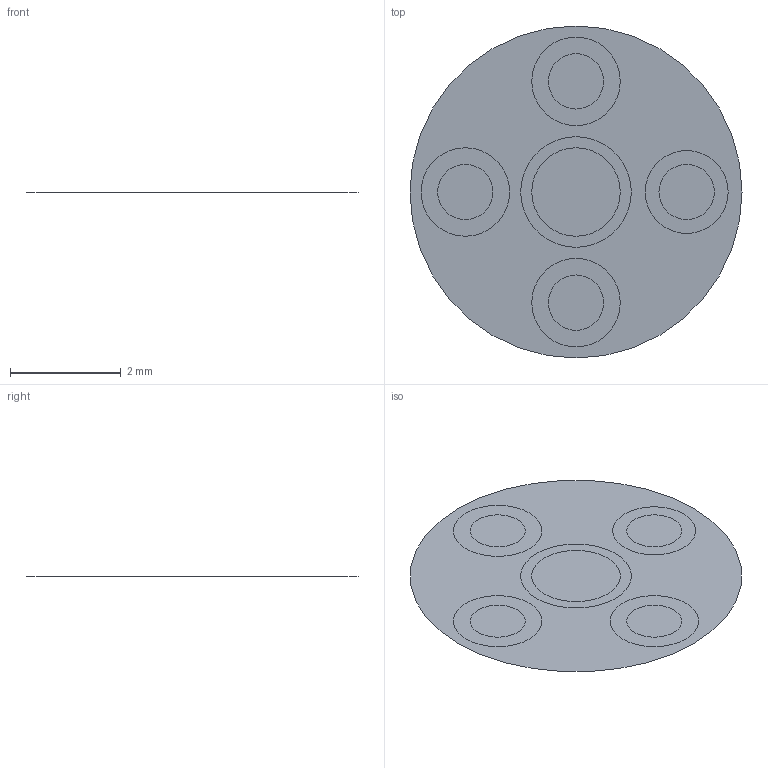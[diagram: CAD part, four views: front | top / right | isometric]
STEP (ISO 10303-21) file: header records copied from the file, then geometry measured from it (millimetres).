
FILE_DESCRIPTION(('FreeCAD Model'),'2;1');
FILE_NAME('Open CASCADE Shape Model','2023-07-06T17:03:51',(''),(''), 'Open CASCADE STEP processor 7.6','FreeCAD','Unknown');
FILE_SCHEMA(('AUTOMOTIVE_DESIGN { 1 0 10303 214 1 1 1 1 }'));
Length unit declared in the file: millimetre
Products named in the file (18): partially_filled_coax; Domain_0; Conductor_0; solid_wire_1; Conductor_1; Dielectric_1; solid_wire_002; Conductor_002; Dielectric_002; solid_wire_003; Conductor_003; Dielectric_003; solid_wire_004; Conductor_004; Dielectric_004; solid_wire_005; Conductor_005; Dielectric_005
Assembly tree (17 placements, depth 3):
  partially_filled_coax
    Domain_0
      Conductor_0
    solid_wire_1
      Conductor_1
      Dielectric_1
    solid_wire_002
      Conductor_002
      Dielectric_002
    solid_wire_003
      Conductor_003
      Dielectric_003
    solid_wire_004
      Conductor_004
      Dielectric_004
    solid_wire_005
      Conductor_005
      Dielectric_005
Bounding box: 6 x 6 x 0 mm (x, y, z)
Surface area: 44.4 mm2 (no closed solid volume)
Topology: 0 solids, 11 shells, 11 faces, 11 edges, 11 vertices
Faces by surface type: plane 11
Entity records: 734 total; most frequent: DIRECTION 91, CARTESIAN_POINT 62, AXIS2_PLACEMENT_3D 40, PRODUCT_DEFINITION_SHAPE 35, CIRCLE 22, SHAPE_DEFINITION_REPRESENTATION 18, PRODUCT_DEFINITION 18, PRODUCT_DEFINITION_FORMATION 18
